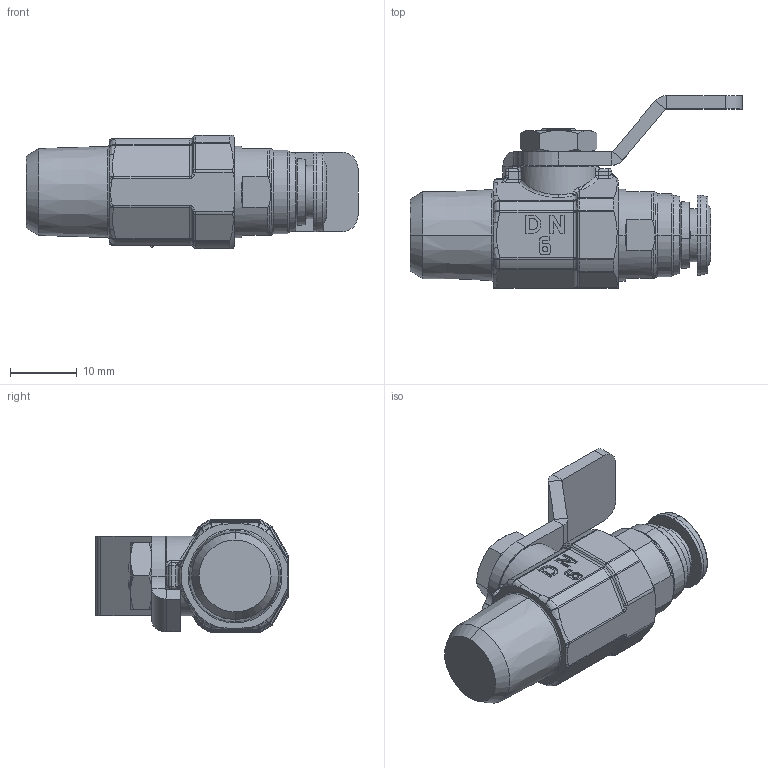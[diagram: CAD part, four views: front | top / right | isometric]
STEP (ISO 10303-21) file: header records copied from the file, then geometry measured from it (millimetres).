
FILE_DESCRIPTION (( 'STEP AP214' ), '1' );
FILE_NAME ('6657000003.STEP', '2019-11-22T12:59:07', ( 'admin' ), ( '' ), 'SwSTEP 2.0', 'SolidWorks 2016', '' );
FILE_SCHEMA (( 'AUTOMOTIVE_DESIGN' ));
Length unit declared in the file: millimetre
Products named in the file (1): 6657000003
Bounding box: 49.87 x 28.95 x 17 mm (x, y, z)
Volume: 8599.8 mm3; surface area: 3998.8 mm2
Topology: 1 solids, 1 shells, 463 faces, 1106 edges, 637 vertices
Faces by surface type: plane 128, bspline 123, cylinder 103, cone 50, sphere 32, torus 27
Entity records: 15288 total; most frequent: CARTESIAN_POINT 5522, ORIENTED_EDGE 2172, DIRECTION 1820, EDGE_CURVE 1086, AXIS2_PLACEMENT_3D 729, VERTEX_POINT 637, EDGE_LOOP 481, FACE_OUTER_BOUND 463
